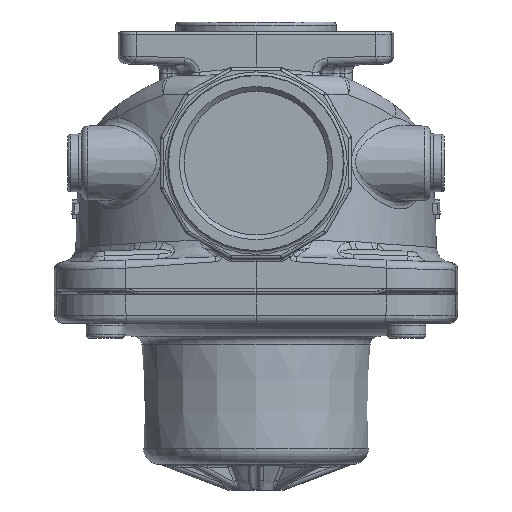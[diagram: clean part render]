
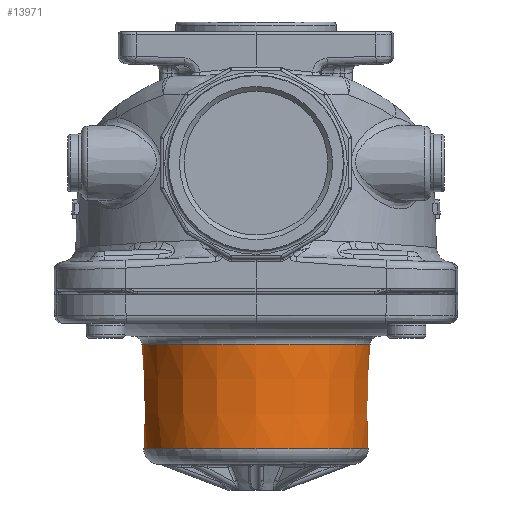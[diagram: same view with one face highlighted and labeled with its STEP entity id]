
A CAD part, left-side view. The second image highlights one B-rep face of the part: STEP entity #13971.
In plain terms, the highlighted conical face has half-angle 1 degrees and reference radius 35 mm.
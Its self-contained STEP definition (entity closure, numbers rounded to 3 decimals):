
#12001=CONICAL_SURFACE('',#30639,35.,1.);
#13971=ADVANCED_FACE('',(#15993,#15994),#12001,.T.);
#15993=FACE_BOUND('',#17299,.T.);
#15994=FACE_BOUND('',#17300,.T.);
#17299=EDGE_LOOP('',(#22591));
#17300=EDGE_LOOP('',(#22592));
#22591=ORIENTED_EDGE('',*,*,#27480,.T.);
#22592=ORIENTED_EDGE('',*,*,#27481,.T.);
#24761=VERTEX_POINT('',#55471);
#24762=VERTEX_POINT('',#55473);
#27480=EDGE_CURVE('',#24761,#24761,#28643,.T.);
#27481=EDGE_CURVE('',#24762,#24762,#28644,.T.);
#28643=CIRCLE('',#30637,35.086);
#28644=CIRCLE('',#30638,35.655);
#30637=AXIS2_PLACEMENT_3D('',#55470,#35289,#35290);
#30638=AXIS2_PLACEMENT_3D('',#55472,#35291,#35292);
#30639=AXIS2_PLACEMENT_3D('',#55474,#35293,#35294);
#35289=DIRECTION('',(0.,0.,1.));
#35290=DIRECTION('',(-1.,0.,0.));
#35291=DIRECTION('',(0.,0.,-1.));
#35292=DIRECTION('',(-1.,0.,0.));
#35293=DIRECTION('',(0.,0.,1.));
#35294=DIRECTION('',(-1.,0.,0.));
#55470=CARTESIAN_POINT('',(260.,245.,-89.137));
#55471=CARTESIAN_POINT('',(224.914,245.,-89.137));
#55472=CARTESIAN_POINT('',(260.,245.,-56.506));
#55473=CARTESIAN_POINT('',(224.345,245.,-56.506));
#55474=CARTESIAN_POINT('',(260.,245.,-94.05));
